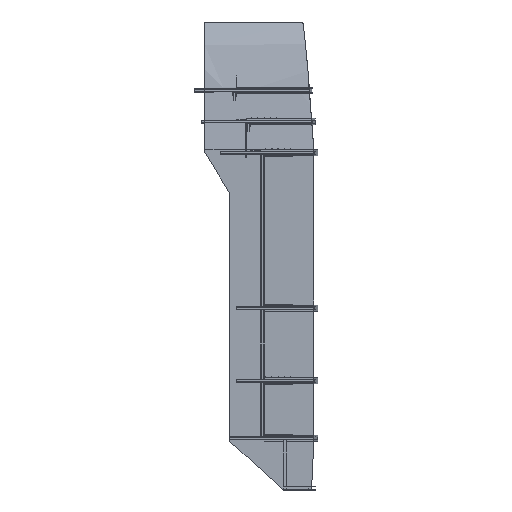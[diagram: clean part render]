
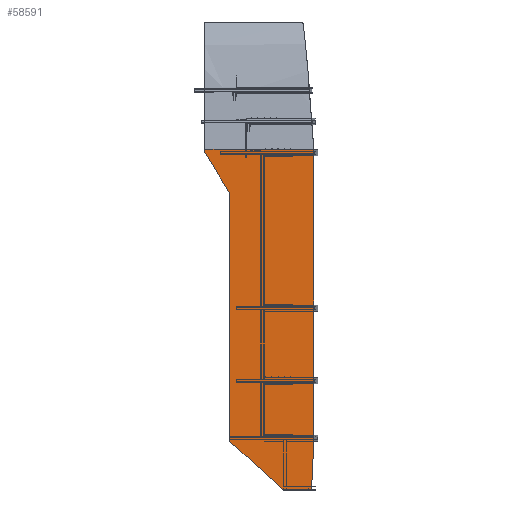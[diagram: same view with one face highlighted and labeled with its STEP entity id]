
A CAD part, left-side view. The second image highlights one B-rep face of the part: STEP entity #58591.
In plain terms, the highlighted face is planar.
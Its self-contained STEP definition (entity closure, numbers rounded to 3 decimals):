
#58216=DIRECTION('',(0.,-1.,0.));
#58217=VECTOR('',#58216,360.583);
#58218=CARTESIAN_POINT('',(1794.,-250.,4335.));
#58219=LINE('',#58218,#58217);
#58251=DIRECTION('',(0.,-0.524,0.852));
#58252=VECTOR('',#58251,610.621);
#58253=CARTESIAN_POINT('',(1794.,760.,0.));
#58254=LINE('',#58253,#58252);
#58258=DIRECTION('',(0.,0.,1.));
#58259=VECTOR('',#58258,43.);
#58260=CARTESIAN_POINT('',(1794.,760.,-43.));
#58261=LINE('',#58260,#58259);
#58265=DIRECTION('',(0.,-1.,0.));
#58266=VECTOR('',#58265,1399.997);
#58267=CARTESIAN_POINT('',(1794.,760.,-43.));
#58268=LINE('',#58267,#58266);
#58272=CARTESIAN_POINT('',(1794.,-640.,-40.));
#58273=CARTESIAN_POINT('',(1794.,-640.,-41.));
#58274=CARTESIAN_POINT('',(1794.,-639.999,-42.));
#58275=CARTESIAN_POINT('',(1794.,-639.997,-43.));
#58280=DIRECTION('',(0.,0.,-1.));
#58281=VECTOR('',#58280,3750.);
#58282=CARTESIAN_POINT('',(1794.,-640.,3710.));
#58283=LINE('',#58282,#58281);
#58287=DIRECTION('',(0.,-0.047,-0.999));
#58288=VECTOR('',#58287,625.692);
#58289=CARTESIAN_POINT('',(1794.,-610.583,4335.));
#58290=LINE('',#58289,#58288);
#58294=DIRECTION('',(0.,-0.741,0.671));
#58295=VECTOR('',#58294,930.981);
#58296=CARTESIAN_POINT('',(1794.,440.,3710.));
#58297=LINE('',#58296,#58295);
#58301=DIRECTION('',(0.,0.,1.));
#58302=VECTOR('',#58301,3189.945);
#58303=CARTESIAN_POINT('',(1794.,440.,520.055));
#58304=LINE('',#58303,#58302);
#58369=CARTESIAN_POINT('',(1794.,760.,0.));
#58370=CARTESIAN_POINT('',(1794.,440.,520.055));
#58371=VERTEX_POINT('',#58369);
#58372=VERTEX_POINT('',#58370);
#58373=CARTESIAN_POINT('',(1794.,440.,3710.));
#58374=VERTEX_POINT('',#58373);
#58375=CARTESIAN_POINT('',(1794.,-250.,4335.));
#58376=VERTEX_POINT('',#58375);
#58379=CARTESIAN_POINT('',(1794.,-610.583,4335.));
#58380=VERTEX_POINT('',#58379);
#58383=CARTESIAN_POINT('',(1794.,760.,-43.));
#58384=VERTEX_POINT('',#58383);
#58388=CARTESIAN_POINT('',(1794.,-639.997,-43.));
#58389=VERTEX_POINT('',#58388);
#58395=CARTESIAN_POINT('',(1794.,-640.,3710.));
#58396=VERTEX_POINT('',#58395);
#58397=CARTESIAN_POINT('',(1794.,-640.,-40.));
#58398=VERTEX_POINT('',#58397);
#58574=CARTESIAN_POINT('',(1794.,950.,-43.));
#58575=DIRECTION('',(-1.,0.,0.));
#58576=DIRECTION('',(0.,0.,1.));
#58577=AXIS2_PLACEMENT_3D('',#58574,#58575,#58576);
#58578=PLANE('',#58577);
#58579=ORIENTED_EDGE('',*,*,#58434,.F.);
#58580=ORIENTED_EDGE('',*,*,#58452,.F.);
#58582=ORIENTED_EDGE('',*,*,#58581,.T.);
#58583=ORIENTED_EDGE('',*,*,#58496,.F.);
#58584=ORIENTED_EDGE('',*,*,#58513,.F.);
#58585=ORIENTED_EDGE('',*,*,#58527,.F.);
#58586=ORIENTED_EDGE('',*,*,#58540,.F.);
#58587=ORIENTED_EDGE('',*,*,#58555,.F.);
#58588=ORIENTED_EDGE('',*,*,#58568,.F.);
#58589=EDGE_LOOP('',(#58579,#58580,#58582,#58583,#58584,#58585,#58586,#58587,
#58588));
#58590=FACE_OUTER_BOUND('',#58589,.F.);
#58591=ADVANCED_FACE('',(#58590),#58578,.F.);
#58276=B_SPLINE_CURVE_WITH_KNOTS('',3,(#58272,#58273,#58274,#58275),
.UNSPECIFIED.,.F.,.F.,(4,4),(0.,1.),.UNSPECIFIED.);
#58434=EDGE_CURVE('',#58371,#58372,#58254,.T.);
#58452=EDGE_CURVE('',#58384,#58371,#58261,.T.);
#58496=EDGE_CURVE('',#58398,#58389,#58276,.T.);
#58513=EDGE_CURVE('',#58396,#58398,#58283,.T.);
#58527=EDGE_CURVE('',#58380,#58396,#58290,.T.);
#58540=EDGE_CURVE('',#58376,#58380,#58219,.T.);
#58555=EDGE_CURVE('',#58374,#58376,#58297,.T.);
#58568=EDGE_CURVE('',#58372,#58374,#58304,.T.);
#58581=EDGE_CURVE('',#58384,#58389,#58268,.T.);
